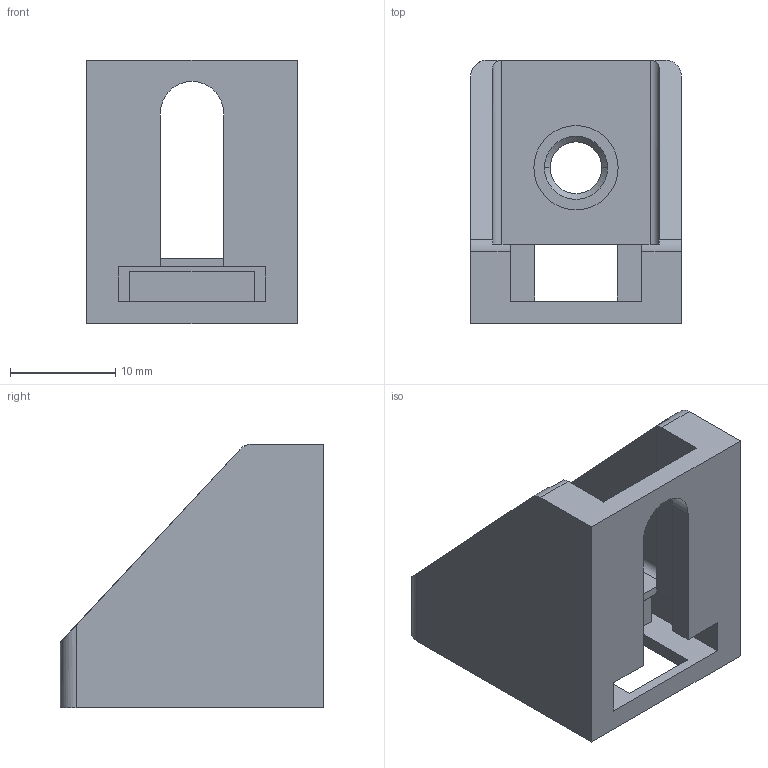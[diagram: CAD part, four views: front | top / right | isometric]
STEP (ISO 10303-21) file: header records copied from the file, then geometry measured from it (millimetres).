
FILE_DESCRIPTION (( 'STEP AP214' ), '1' );
FILE_NAME ('1.64.10M6.2.STEP', '2024-10-11T19:50:10', ( '' ), ( '' ), 'SwSTEP 2.0', 'SolidWorks 2024', '' );
FILE_SCHEMA (( 'AUTOMOTIVE_DESIGN' ));
Length unit declared in the file: millimetre
Products named in the file (1): 1.64.10M6.2
Bounding box: 20 x 25 x 25 mm (x, y, z)
Volume: 4119.7 mm3; surface area: 4028.8 mm2
Topology: 1 solids, 1 shells, 56 faces, 152 edges, 98 vertices
Faces by surface type: plane 39, cylinder 13, cone 4
Entity records: 1783 total; most frequent: CARTESIAN_POINT 319, ORIENTED_EDGE 304, DIRECTION 290, EDGE_CURVE 152, LINE 120, VECTOR 120, VERTEX_POINT 98, AXIS2_PLACEMENT_3D 85
